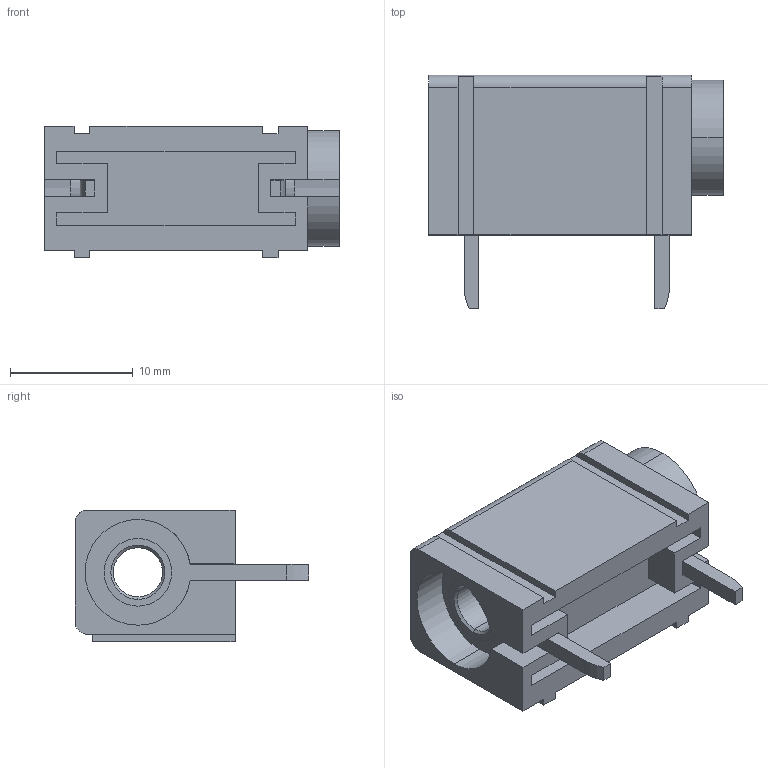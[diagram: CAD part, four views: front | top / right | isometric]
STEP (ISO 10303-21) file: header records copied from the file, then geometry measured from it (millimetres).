
FILE_DESCRIPTION (( 'STEP AP214' ), '1' );
FILE_NAME ('24.243.1.STEP', '2020-05-25T14:34:18', ( '' ), ( '' ), 'SwSTEP 2.0', 'SolidWorks 2017', '' );
FILE_SCHEMA (( 'AUTOMOTIVE_DESIGN' ));
Length unit declared in the file: millimetre
Products named in the file (1): 24.243.1
Bounding box: 24 x 19 x 10.7 mm (x, y, z)
Volume: 2066.5 mm3; surface area: 3052.3 mm2
Topology: 4 solids, 4 shells, 98 faces, 254 edges, 168 vertices
Faces by surface type: plane 61, cylinder 33, cone 4
Entity records: 3077 total; most frequent: DIRECTION 526, CARTESIAN_POINT 521, ORIENTED_EDGE 508, EDGE_CURVE 254, LINE 180, VECTOR 180, AXIS2_PLACEMENT_3D 173, VERTEX_POINT 168
